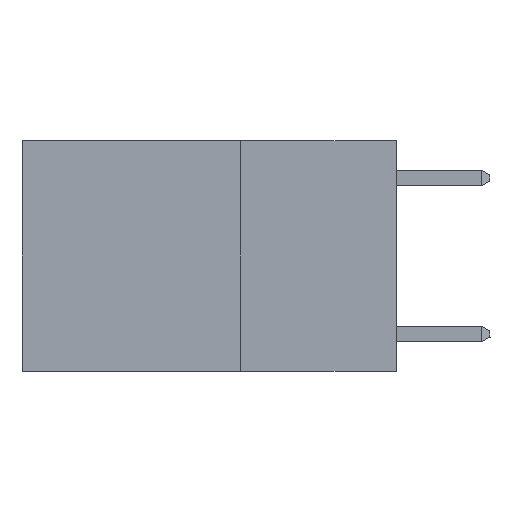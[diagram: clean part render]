
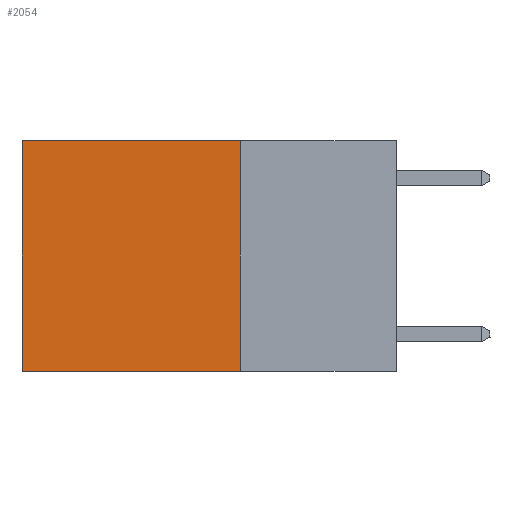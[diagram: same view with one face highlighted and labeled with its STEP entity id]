
A CAD part, left-side view. The second image highlights one B-rep face of the part: STEP entity #2054.
In plain terms, the highlighted planar face has unit normal (-1, 0, 0).
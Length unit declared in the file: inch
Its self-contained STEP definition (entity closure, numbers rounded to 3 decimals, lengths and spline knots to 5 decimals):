
#612 = EDGE_LOOP ( 'NONE', ( #15453, #9345, #10362, #13779 ) ) ;
#1591 = DIRECTION ( 'NONE',  ( 1., 0., 0. ) ) ;
#2054 = ADVANCED_FACE ( 'NONE', ( #14951 ), #6034, .F. ) ;
#3414 = LINE ( 'NONE', #14169, #6970 ) ;
#3643 = VERTEX_POINT ( 'NONE', #5849 ) ;
#4112 = CARTESIAN_POINT ( 'NONE',  ( 0.2625, 0.6, 0. ) ) ;
#4132 = LINE ( 'NONE', #17709, #7222 ) ;
#5103 = VERTEX_POINT ( 'NONE', #8986 ) ;
#5148 = LINE ( 'NONE', #4112, #12639 ) ;
#5511 = EDGE_CURVE ( 'NONE', #3643, #11560, #3414, .T. ) ;
#5626 = DIRECTION ( 'NONE',  ( 0., 0., -1. ) ) ;
#5849 = CARTESIAN_POINT ( 'NONE',  ( 0.2625, 0.25, 0. ) ) ;
#6034 = PLANE ( 'NONE',  #12304 ) ;
#6746 = CARTESIAN_POINT ( 'NONE',  ( 0.2625, 0.6, 0. ) ) ;
#6970 = VECTOR ( 'NONE', #15666, 39.37008 ) ;
#7222 = VECTOR ( 'NONE', #10278, 39.37008 ) ;
#7447 = EDGE_CURVE ( 'NONE', #11560, #12487, #5148, .T. ) ;
#7550 = VECTOR ( 'NONE', #13691, 39.37008 ) ;
#7726 = EDGE_CURVE ( 'NONE', #5103, #12487, #8030, .T. ) ;
#8030 = LINE ( 'NONE', #16520, #7550 ) ;
#8986 = CARTESIAN_POINT ( 'NONE',  ( 0.2625, 0.25, -0.37 ) ) ;
#9345 = ORIENTED_EDGE ( 'NONE', *, *, #7726, .F. ) ;
#9804 = EDGE_CURVE ( 'NONE', #3643, #5103, #4132, .T. ) ;
#10278 = DIRECTION ( 'NONE',  ( 0., 0., -1. ) ) ;
#10362 = ORIENTED_EDGE ( 'NONE', *, *, #9804, .F. ) ;
#11560 = VERTEX_POINT ( 'NONE', #6746 ) ;
#12021 = DIRECTION ( 'NONE',  ( 0., 0., -1. ) ) ;
#12304 = AXIS2_PLACEMENT_3D ( 'NONE', #13444, #1591, #12021 ) ;
#12487 = VERTEX_POINT ( 'NONE', #16175 ) ;
#12639 = VECTOR ( 'NONE', #5626, 39.37008 ) ;
#13444 = CARTESIAN_POINT ( 'NONE',  ( 0.2625, 0.25, 0. ) ) ;
#13691 = DIRECTION ( 'NONE',  ( 0., 1., 0. ) ) ;
#13779 = ORIENTED_EDGE ( 'NONE', *, *, #5511, .T. ) ;
#14169 = CARTESIAN_POINT ( 'NONE',  ( 0.2625, 0.25, 0. ) ) ;
#14951 = FACE_OUTER_BOUND ( 'NONE', #612, .T. ) ;
#15453 = ORIENTED_EDGE ( 'NONE', *, *, #7447, .T. ) ;
#15666 = DIRECTION ( 'NONE',  ( 0., 1., 0. ) ) ;
#16175 = CARTESIAN_POINT ( 'NONE',  ( 0.2625, 0.6, -0.37 ) ) ;
#16520 = CARTESIAN_POINT ( 'NONE',  ( 0.2625, 0.25, -0.37 ) ) ;
#17709 = CARTESIAN_POINT ( 'NONE',  ( 0.2625, 0.25, 0. ) ) ;
